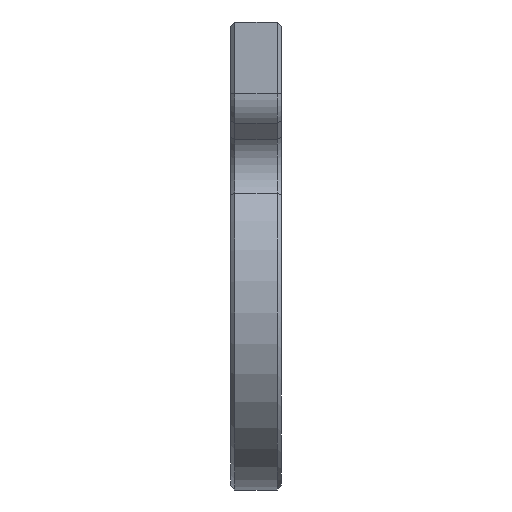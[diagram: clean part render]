
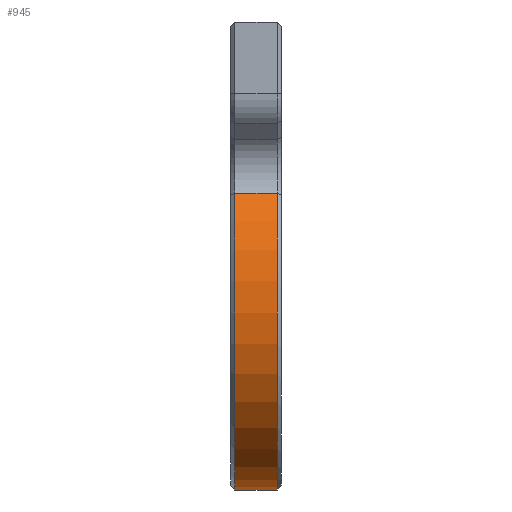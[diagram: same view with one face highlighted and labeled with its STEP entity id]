
A CAD part, left-side view. The second image highlights one B-rep face of the part: STEP entity #945.
In plain terms, the highlighted cylindrical face has radius 22.55 mm (diameter 45.1 mm), a partial arc.
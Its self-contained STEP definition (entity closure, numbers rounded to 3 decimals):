
#102 = AXIS2_PLACEMENT_3D ( 'NONE', #1605, #4028, #1960 ) ;
#342 = CARTESIAN_POINT ( 'NONE',  ( 0., 6., -22.55 ) ) ;
#622 = EDGE_CURVE ( 'NONE', #2881, #2960, #2726, .T. ) ;
#945 = ADVANCED_FACE ( 'NONE', ( #3488 ), #3324, .T. ) ;
#1027 = DIRECTION ( 'NONE',  ( 0., 0., 1. ) ) ;
#1207 = AXIS2_PLACEMENT_3D ( 'NONE', #1325, #2336, #3760 ) ;
#1325 = CARTESIAN_POINT ( 'NONE',  ( 0., 5.5, 0. ) ) ;
#1356 = LINE ( 'NONE', #2536, #1850 ) ;
#1394 = AXIS2_PLACEMENT_3D ( 'NONE', #3850, #3821, #1027 ) ;
#1560 = ORIENTED_EDGE ( 'NONE', *, *, #3716, .T. ) ;
#1605 = CARTESIAN_POINT ( 'NONE',  ( 0., 6., 0. ) ) ;
#1707 = VERTEX_POINT ( 'NONE', #3695 ) ;
#1737 = CIRCLE ( 'NONE', #1207, 22.55 ) ;
#1850 = VECTOR ( 'NONE', #4403, 1000. ) ;
#1858 = EDGE_CURVE ( 'NONE', #1707, #3895, #1737, .T. ) ;
#1960 = DIRECTION ( 'NONE',  ( 0., 0., -1. ) ) ;
#1997 = EDGE_LOOP ( 'NONE', ( #3435, #1560, #4112, #3897 ) ) ;
#2071 = DIRECTION ( 'NONE',  ( 0., -1., 0. ) ) ;
#2191 = CARTESIAN_POINT ( 'NONE',  ( 0., 5.5, -22.55 ) ) ;
#2336 = DIRECTION ( 'NONE',  ( 0., -1., 0. ) ) ;
#2536 = CARTESIAN_POINT ( 'NONE',  ( -18.574, 6., 12.787 ) ) ;
#2651 = EDGE_CURVE ( 'NONE', #2960, #1707, #1356, .T. ) ;
#2726 = CIRCLE ( 'NONE', #1394, 22.55 ) ;
#2881 = VERTEX_POINT ( 'NONE', #4503 ) ;
#2929 = LINE ( 'NONE', #342, #3635 ) ;
#2960 = VERTEX_POINT ( 'NONE', #4486 ) ;
#3324 = CYLINDRICAL_SURFACE ( 'NONE', #102, 22.55 ) ;
#3435 = ORIENTED_EDGE ( 'NONE', *, *, #1858, .T. ) ;
#3488 = FACE_OUTER_BOUND ( 'NONE', #1997, .T. ) ;
#3635 = VECTOR ( 'NONE', #2071, 1000. ) ;
#3695 = CARTESIAN_POINT ( 'NONE',  ( -18.574, 5.5, 12.787 ) ) ;
#3716 = EDGE_CURVE ( 'NONE', #3895, #2881, #2929, .T. ) ;
#3760 = DIRECTION ( 'NONE',  ( 0., 0., 1. ) ) ;
#3821 = DIRECTION ( 'NONE',  ( 0., 1., 0. ) ) ;
#3850 = CARTESIAN_POINT ( 'NONE',  ( 0., 0.5, 0. ) ) ;
#3895 = VERTEX_POINT ( 'NONE', #2191 ) ;
#3897 = ORIENTED_EDGE ( 'NONE', *, *, #2651, .T. ) ;
#4028 = DIRECTION ( 'NONE',  ( 0., -1., 0. ) ) ;
#4112 = ORIENTED_EDGE ( 'NONE', *, *, #622, .T. ) ;
#4403 = DIRECTION ( 'NONE',  ( 0., 1., 0. ) ) ;
#4486 = CARTESIAN_POINT ( 'NONE',  ( -18.574, 0.5, 12.787 ) ) ;
#4503 = CARTESIAN_POINT ( 'NONE',  ( 0., 0.5, -22.55 ) ) ;
